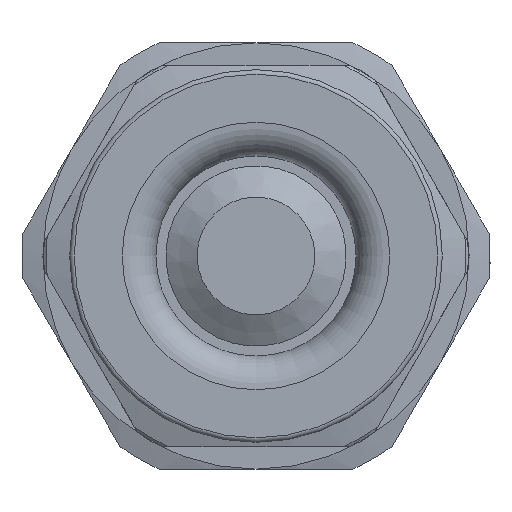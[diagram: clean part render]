
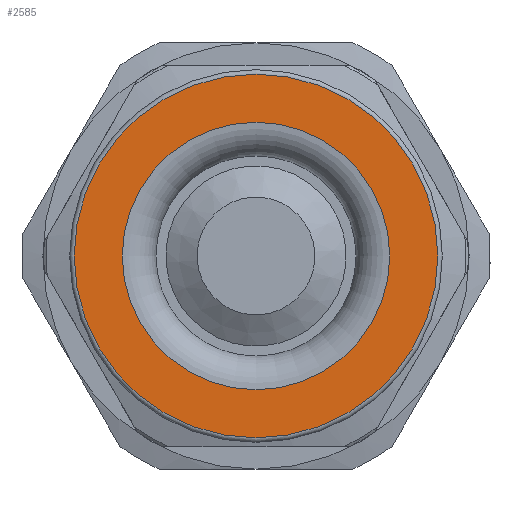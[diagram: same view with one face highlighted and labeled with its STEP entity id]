
A CAD part, left-side view. The second image highlights one B-rep face of the part: STEP entity #2585.
In plain terms, the highlighted planar face has unit normal (-1, 0, 0).
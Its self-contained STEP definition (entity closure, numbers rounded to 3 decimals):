
#355=PLANE('',#3000);
#445=FACE_BOUND('',#923,.T.);
#658=FACE_OUTER_BOUND('',#922,.T.);
#922=EDGE_LOOP('',(#2237));
#923=EDGE_LOOP('',(#2238));
#1140=CIRCLE('',#2999,8.105);
#1141=CIRCLE('',#3001,5.96);
#1365=VERTEX_POINT('',#10214);
#1366=VERTEX_POINT('',#10217);
#1670=EDGE_CURVE('',#1365,#1365,#1140,.T.);
#1671=EDGE_CURVE('',#1366,#1366,#1141,.T.);
#2237=ORIENTED_EDGE('',*,*,#1670,.F.);
#2238=ORIENTED_EDGE('',*,*,#1671,.T.);
#2585=ADVANCED_FACE('',(#658,#445),#355,.T.);
#2999=AXIS2_PLACEMENT_3D('',#10215,#3676,#3677);
#3000=AXIS2_PLACEMENT_3D('',#10216,#3678,#3679);
#3001=AXIS2_PLACEMENT_3D('',#10218,#3680,#3681);
#3676=DIRECTION('center_axis',(1.,0.,0.));
#3677=DIRECTION('ref_axis',(0.,-1.,0.));
#3678=DIRECTION('center_axis',(-1.,0.,0.));
#3679=DIRECTION('ref_axis',(0.,0.,1.));
#3680=DIRECTION('center_axis',(1.,0.,0.));
#3681=DIRECTION('ref_axis',(0.,0.,-1.));
#10214=CARTESIAN_POINT('',(-14.43,8.105,0.));
#10215=CARTESIAN_POINT('Origin',(-14.43,0.,0.));
#10216=CARTESIAN_POINT('Origin',(-14.43,8.305,0.));
#10217=CARTESIAN_POINT('',(-14.43,5.96,0.));
#10218=CARTESIAN_POINT('Origin',(-14.43,0.,0.));
